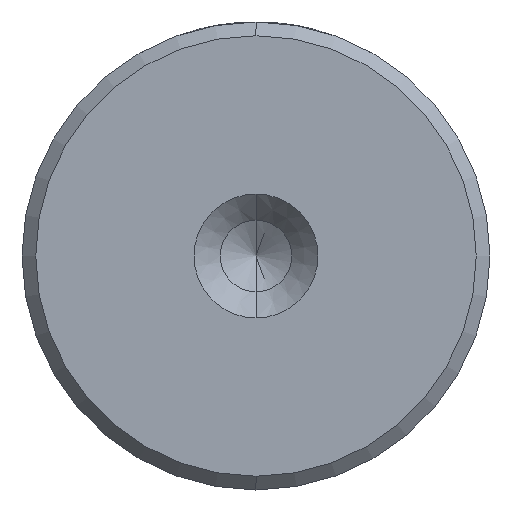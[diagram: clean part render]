
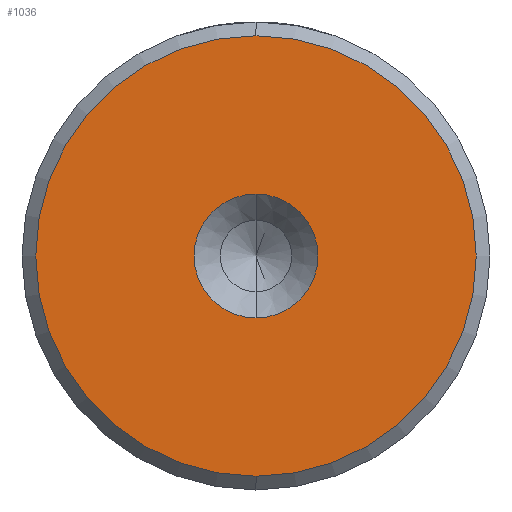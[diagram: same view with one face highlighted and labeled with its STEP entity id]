
A CAD part, left-side view. The second image highlights one B-rep face of the part: STEP entity #1036.
In plain terms, the highlighted planar face has unit normal (-1, 0, 0).
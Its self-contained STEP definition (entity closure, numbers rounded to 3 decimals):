
#36 = DIRECTION ( 'NONE',  ( 0., 0., 1. ) ) ;
#145 = ORIENTED_EDGE ( 'NONE', *, *, #1589, .F. ) ;
#183 = DIRECTION ( 'NONE',  ( -1., 0., 0. ) ) ;
#210 = CARTESIAN_POINT ( 'NONE',  ( 0., 0., 0. ) ) ;
#319 = VERTEX_POINT ( 'NONE', #413 ) ;
#403 = EDGE_CURVE ( 'NONE', #2251, #1195, #1385, .T. ) ;
#408 = DIRECTION ( 'NONE',  ( 0., 0., 1. ) ) ;
#413 = CARTESIAN_POINT ( 'NONE',  ( 0., 0., -2.25 ) ) ;
#420 = DIRECTION ( 'NONE',  ( 0., 0., 1. ) ) ;
#445 = DIRECTION ( 'NONE',  ( -1., 0., 0. ) ) ;
#516 = CIRCLE ( 'NONE', #835, 2.25 ) ;
#576 = ORIENTED_EDGE ( 'NONE', *, *, #1938, .T. ) ;
#610 = CARTESIAN_POINT ( 'NONE',  ( 0., 0., 0. ) ) ;
#835 = AXIS2_PLACEMENT_3D ( 'NONE', #210, #1466, #408 ) ;
#942 = PLANE ( 'NONE',  #2267 ) ;
#1022 = DIRECTION ( 'NONE',  ( -1., 0., 0. ) ) ;
#1036 = ADVANCED_FACE ( 'NONE', ( #1921, #1450 ), #942, .T. ) ;
#1108 = DIRECTION ( 'NONE',  ( -1., 0., 0. ) ) ;
#1189 = CARTESIAN_POINT ( 'NONE',  ( 0., 0., -8. ) ) ;
#1195 = VERTEX_POINT ( 'NONE', #1189 ) ;
#1213 = CARTESIAN_POINT ( 'NONE',  ( 0., 0., 8. ) ) ;
#1259 = CARTESIAN_POINT ( 'NONE',  ( 0., 0., 0. ) ) ;
#1261 = EDGE_LOOP ( 'NONE', ( #145, #1872 ) ) ;
#1292 = AXIS2_PLACEMENT_3D ( 'NONE', #610, #445, #420 ) ;
#1385 = CIRCLE ( 'NONE', #1292, 8. ) ;
#1442 = DIRECTION ( 'NONE',  ( 0., 0., 1. ) ) ;
#1450 = FACE_BOUND ( 'NONE', #1261, .T. ) ;
#1455 = AXIS2_PLACEMENT_3D ( 'NONE', #1259, #183, #1442 ) ;
#1466 = DIRECTION ( 'NONE',  ( -1., 0., 0. ) ) ;
#1519 = EDGE_CURVE ( 'NONE', #319, #1965, #2212, .T. ) ;
#1589 = EDGE_CURVE ( 'NONE', #1965, #319, #516, .T. ) ;
#1617 = CARTESIAN_POINT ( 'NONE',  ( 0., 0., 0. ) ) ;
#1668 = EDGE_LOOP ( 'NONE', ( #576, #2033 ) ) ;
#1823 = AXIS2_PLACEMENT_3D ( 'NONE', #2046, #1022, #2229 ) ;
#1830 = CIRCLE ( 'NONE', #1455, 8. ) ;
#1872 = ORIENTED_EDGE ( 'NONE', *, *, #1519, .F. ) ;
#1921 = FACE_OUTER_BOUND ( 'NONE', #1668, .T. ) ;
#1938 = EDGE_CURVE ( 'NONE', #1195, #2251, #1830, .T. ) ;
#1956 = CARTESIAN_POINT ( 'NONE',  ( 0., 0., 2.25 ) ) ;
#1965 = VERTEX_POINT ( 'NONE', #1956 ) ;
#2033 = ORIENTED_EDGE ( 'NONE', *, *, #403, .T. ) ;
#2046 = CARTESIAN_POINT ( 'NONE',  ( 0., 0., 0. ) ) ;
#2212 = CIRCLE ( 'NONE', #1823, 2.25 ) ;
#2229 = DIRECTION ( 'NONE',  ( 0., 0., 1. ) ) ;
#2251 = VERTEX_POINT ( 'NONE', #1213 ) ;
#2267 = AXIS2_PLACEMENT_3D ( 'NONE', #1617, #1108, #36 ) ;
